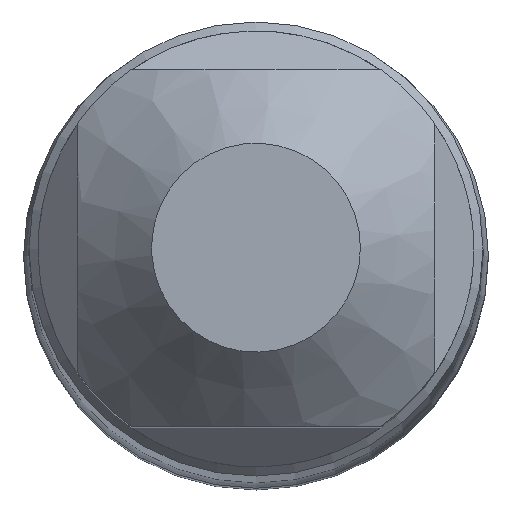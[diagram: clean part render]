
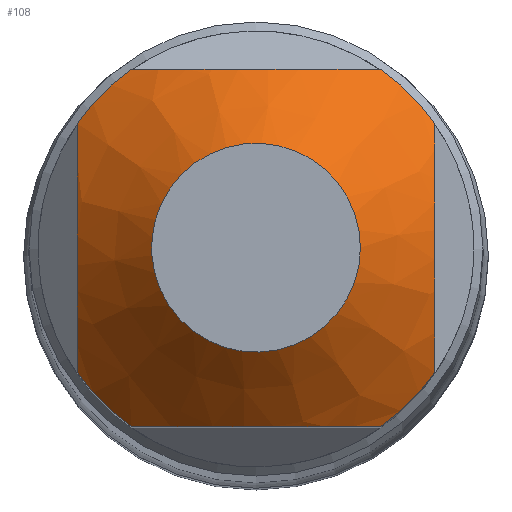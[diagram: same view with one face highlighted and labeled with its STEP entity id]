
A CAD part, top view. The second image highlights one B-rep face of the part: STEP entity #108.
In plain terms, the highlighted conical face has half-angle 45 degrees and reference radius 0.92 mm.
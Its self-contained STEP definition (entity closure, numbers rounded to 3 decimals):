
#43=CONICAL_SURFACE('',#376,0.92,45.);
#108=ADVANCED_FACE('',(#128,#129),#43,.T.);
#128=FACE_BOUND('',#153,.T.);
#129=FACE_BOUND('',#154,.T.);
#153=EDGE_LOOP('',(#193));
#154=EDGE_LOOP('',(#194,#195,#196,#197,#198,#199,#200,#201));
#193=ORIENTED_EDGE('',*,*,#264,.F.);
#194=ORIENTED_EDGE('',*,*,#280,.T.);
#195=ORIENTED_EDGE('',*,*,#281,.T.);
#196=ORIENTED_EDGE('',*,*,#282,.T.);
#197=ORIENTED_EDGE('',*,*,#268,.T.);
#198=ORIENTED_EDGE('',*,*,#283,.T.);
#199=ORIENTED_EDGE('',*,*,#273,.T.);
#200=ORIENTED_EDGE('',*,*,#284,.T.);
#201=ORIENTED_EDGE('',*,*,#278,.T.);
#238=VERTEX_POINT('',#520);
#241=VERTEX_POINT('',#528);
#242=VERTEX_POINT('',#535);
#245=VERTEX_POINT('',#544);
#246=VERTEX_POINT('',#551);
#249=VERTEX_POINT('',#560);
#250=VERTEX_POINT('',#567);
#251=VERTEX_POINT('',#571);
#252=VERTEX_POINT('',#578);
#264=EDGE_CURVE('',#238,#238,#297,.T.);
#268=EDGE_CURVE('',#242,#241,#315,.T.);
#273=EDGE_CURVE('',#246,#245,#316,.T.);
#278=EDGE_CURVE('',#250,#249,#317,.T.);
#280=EDGE_CURVE('',#249,#251,#298,.T.);
#281=EDGE_CURVE('',#251,#252,#318,.T.);
#282=EDGE_CURVE('',#252,#242,#299,.T.);
#283=EDGE_CURVE('',#241,#246,#300,.T.);
#284=EDGE_CURVE('',#245,#250,#301,.T.);
#297=CIRCLE('',#361,0.92);
#298=CIRCLE('',#372,1.92);
#299=CIRCLE('',#373,1.92);
#300=CIRCLE('',#374,1.92);
#301=CIRCLE('',#375,1.92);
#315=B_SPLINE_CURVE_WITH_KNOTS('',3,(#529,#530,#531,#532,#533,#534),
 .UNSPECIFIED.,.F.,.F.,(4,2,4),(0.,0.5,1.),.UNSPECIFIED.);
#316=B_SPLINE_CURVE_WITH_KNOTS('',3,(#545,#546,#547,#548,#549,#550),
 .UNSPECIFIED.,.F.,.F.,(4,2,4),(0.,0.5,1.),.UNSPECIFIED.);
#317=B_SPLINE_CURVE_WITH_KNOTS('',3,(#561,#562,#563,#564,#565,#566),
 .UNSPECIFIED.,.F.,.F.,(4,2,4),(0.,0.5,1.),.UNSPECIFIED.);
#318=B_SPLINE_CURVE_WITH_KNOTS('',3,(#572,#573,#574,#575,#576,#577),
 .UNSPECIFIED.,.F.,.F.,(4,2,4),(0.,0.5,1.),.UNSPECIFIED.);
#361=AXIS2_PLACEMENT_3D('',#519,#413,#414);
#372=AXIS2_PLACEMENT_3D('',#570,#444,#445);
#373=AXIS2_PLACEMENT_3D('',#579,#446,#447);
#374=AXIS2_PLACEMENT_3D('',#580,#448,#449);
#375=AXIS2_PLACEMENT_3D('',#581,#450,#451);
#376=AXIS2_PLACEMENT_3D('',#582,#452,#453);
#413=DIRECTION('',(0.,0.,1.));
#414=DIRECTION('',(1.,0.,0.));
#444=DIRECTION('',(0.,0.,1.));
#445=DIRECTION('',(-1.,0.,0.));
#446=DIRECTION('',(0.,0.,1.));
#447=DIRECTION('',(-1.,0.,0.));
#448=DIRECTION('',(0.,0.,1.));
#449=DIRECTION('',(-1.,0.,0.));
#450=DIRECTION('',(0.,0.,1.));
#451=DIRECTION('',(-1.,0.,0.));
#452=DIRECTION('',(0.,0.,-1.));
#453=DIRECTION('',(-1.,0.,0.));
#519=CARTESIAN_POINT('',(0.,0.,0.));
#520=CARTESIAN_POINT('',(0.92,0.,0.));
#528=CARTESIAN_POINT('',(-1.098,1.575,-1.));
#529=CARTESIAN_POINT('',(1.098,1.575,-1.));
#530=CARTESIAN_POINT('',(0.76,1.575,-0.807));
#531=CARTESIAN_POINT('',(0.387,1.575,-0.655));
#532=CARTESIAN_POINT('',(-0.386,1.575,-0.655));
#533=CARTESIAN_POINT('',(-0.762,1.575,-0.808));
#534=CARTESIAN_POINT('',(-1.098,1.575,-1.));
#535=CARTESIAN_POINT('',(1.098,1.575,-1.));
#544=CARTESIAN_POINT('',(-1.575,-1.098,-1.));
#545=CARTESIAN_POINT('',(-1.575,1.098,-1.));
#546=CARTESIAN_POINT('',(-1.575,0.762,-0.808));
#547=CARTESIAN_POINT('',(-1.575,0.386,-0.655));
#548=CARTESIAN_POINT('',(-1.575,-0.387,-0.655));
#549=CARTESIAN_POINT('',(-1.575,-0.76,-0.807));
#550=CARTESIAN_POINT('',(-1.575,-1.098,-1.));
#551=CARTESIAN_POINT('',(-1.575,1.098,-1.));
#560=CARTESIAN_POINT('',(1.098,-1.575,-1.));
#561=CARTESIAN_POINT('',(-1.098,-1.575,-1.));
#562=CARTESIAN_POINT('',(-0.762,-1.575,-0.808));
#563=CARTESIAN_POINT('',(-0.386,-1.575,-0.655));
#564=CARTESIAN_POINT('',(0.387,-1.575,-0.655));
#565=CARTESIAN_POINT('',(0.76,-1.575,-0.807));
#566=CARTESIAN_POINT('',(1.098,-1.575,-1.));
#567=CARTESIAN_POINT('',(-1.098,-1.575,-1.));
#570=CARTESIAN_POINT('',(0.,0.,-1.));
#571=CARTESIAN_POINT('',(1.575,-1.098,-1.));
#572=CARTESIAN_POINT('',(1.575,-1.098,-1.));
#573=CARTESIAN_POINT('',(1.575,-0.76,-0.807));
#574=CARTESIAN_POINT('',(1.575,-0.387,-0.655));
#575=CARTESIAN_POINT('',(1.575,0.386,-0.655));
#576=CARTESIAN_POINT('',(1.575,0.762,-0.808));
#577=CARTESIAN_POINT('',(1.575,1.098,-1.));
#578=CARTESIAN_POINT('',(1.575,1.098,-1.));
#579=CARTESIAN_POINT('',(0.,0.,-1.));
#580=CARTESIAN_POINT('',(0.,0.,-1.));
#581=CARTESIAN_POINT('',(0.,0.,-1.));
#582=CARTESIAN_POINT('',(0.,0.,0.));
